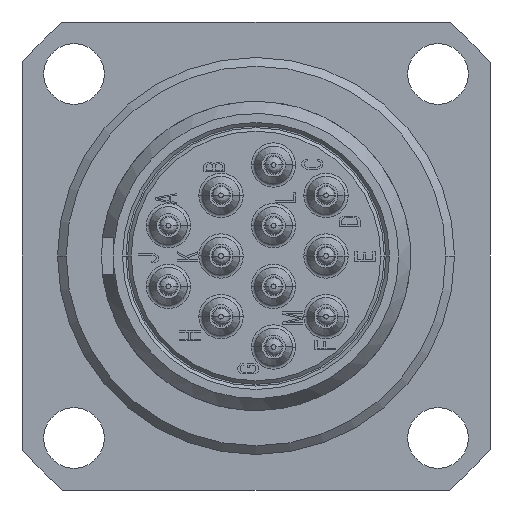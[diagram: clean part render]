
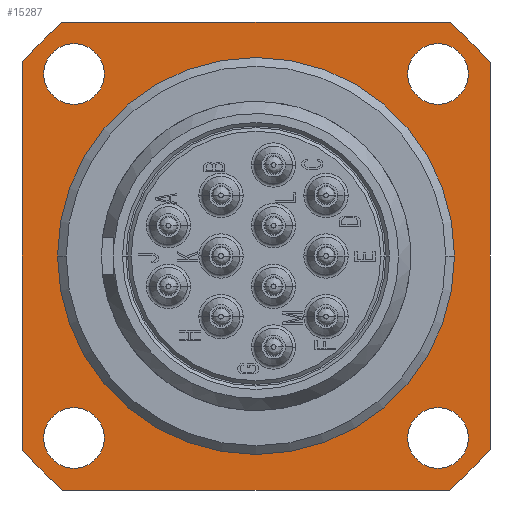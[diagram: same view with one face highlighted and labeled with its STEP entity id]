
A CAD part, left-side view. The second image highlights one B-rep face of the part: STEP entity #15287.
In plain terms, the highlighted planar face has unit normal (-1, 0, 0).
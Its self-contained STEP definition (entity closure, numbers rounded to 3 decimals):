
#304=CARTESIAN_POINT('',(0.7,0.,0.));
#305=DIRECTION('',(1.,0.,0.));
#306=DIRECTION('',(0.,1.,0.));
#307=AXIS2_PLACEMENT_3D('',#304,#305,#306);
#317=CARTESIAN_POINT('',(0.7,0.,0.));
#318=DIRECTION('',(1.,0.,0.));
#319=DIRECTION('',(0.,-1.,0.));
#320=AXIS2_PLACEMENT_3D('',#317,#318,#319);
#322=DIRECTION('',(0.,1.,0.));
#323=VECTOR('',#322,22.271);
#324=CARTESIAN_POINT('',(0.7,-11.136,13.5));
#325=LINE('1654',#324,#323);
#326=CARTESIAN_POINT('',(0.7,0.,0.));
#327=DIRECTION('',(1.,0.,0.));
#328=DIRECTION('',(0.,-0.636,0.771));
#329=AXIS2_PLACEMENT_3D('',#326,#327,#328);
#331=DIRECTION('',(0.,0.,1.));
#332=VECTOR('',#331,22.271);
#333=CARTESIAN_POINT('',(0.7,-13.5,-11.136));
#334=LINE('1655',#333,#332);
#335=CARTESIAN_POINT('',(0.7,0.,0.));
#336=DIRECTION('',(1.,0.,0.));
#337=DIRECTION('',(0.,-0.771,-0.636));
#338=AXIS2_PLACEMENT_3D('',#335,#336,#337);
#340=DIRECTION('',(0.,-1.,0.));
#341=VECTOR('',#340,22.271);
#342=CARTESIAN_POINT('',(0.7,11.136,-13.5));
#343=LINE('1656',#342,#341);
#344=CARTESIAN_POINT('',(0.7,0.,0.));
#345=DIRECTION('',(1.,0.,0.));
#346=DIRECTION('',(0.,0.636,-0.771));
#347=AXIS2_PLACEMENT_3D('',#344,#345,#346);
#349=DIRECTION('',(0.,0.,-1.));
#350=VECTOR('',#349,22.271);
#351=CARTESIAN_POINT('',(0.7,13.5,11.136));
#352=LINE('1657',#351,#350);
#353=CARTESIAN_POINT('',(0.7,0.,0.));
#354=DIRECTION('',(1.,0.,0.));
#355=DIRECTION('',(0.,0.771,0.636));
#356=AXIS2_PLACEMENT_3D('',#353,#354,#355);
#358=CARTESIAN_POINT('',(0.7,10.5,-10.5));
#359=DIRECTION('',(-1.,0.,0.));
#360=DIRECTION('',(0.,0.,-1.));
#361=AXIS2_PLACEMENT_3D('',#358,#359,#360);
#363=CARTESIAN_POINT('',(0.7,10.5,-10.5));
#364=DIRECTION('',(-1.,0.,0.));
#365=DIRECTION('',(0.,0.,1.));
#366=AXIS2_PLACEMENT_3D('',#363,#364,#365);
#368=CARTESIAN_POINT('',(0.7,10.5,10.5));
#369=DIRECTION('',(-1.,0.,0.));
#370=DIRECTION('',(0.,0.,-1.));
#371=AXIS2_PLACEMENT_3D('',#368,#369,#370);
#373=CARTESIAN_POINT('',(0.7,10.5,10.5));
#374=DIRECTION('',(-1.,0.,0.));
#375=DIRECTION('',(0.,0.,1.));
#376=AXIS2_PLACEMENT_3D('',#373,#374,#375);
#378=CARTESIAN_POINT('',(0.7,-10.5,-10.5));
#379=DIRECTION('',(-1.,0.,0.));
#380=DIRECTION('',(0.,0.,-1.));
#381=AXIS2_PLACEMENT_3D('',#378,#379,#380);
#383=CARTESIAN_POINT('',(0.7,-10.5,-10.5));
#384=DIRECTION('',(-1.,0.,0.));
#385=DIRECTION('',(0.,0.,1.));
#386=AXIS2_PLACEMENT_3D('',#383,#384,#385);
#388=CARTESIAN_POINT('',(0.7,-10.5,10.5));
#389=DIRECTION('',(-1.,0.,0.));
#390=DIRECTION('',(0.,0.,-1.));
#391=AXIS2_PLACEMENT_3D('',#388,#389,#390);
#393=CARTESIAN_POINT('',(0.7,-10.5,10.5));
#394=DIRECTION('',(-1.,0.,0.));
#395=DIRECTION('',(0.,0.,1.));
#396=AXIS2_PLACEMENT_3D('',#393,#394,#395);
#11767=CARTESIAN_POINT('',(0.7,11.45,0.));
#11768=VERTEX_POINT('',#11767);
#11769=CARTESIAN_POINT('',(0.7,-11.45,0.));
#11770=VERTEX_POINT('',#11769);
#11787=CARTESIAN_POINT('',(0.7,10.5,-12.25));
#11788=CARTESIAN_POINT('',(0.7,10.5,-8.75));
#11789=VERTEX_POINT('',#11787);
#11790=VERTEX_POINT('',#11788);
#11791=CARTESIAN_POINT('',(0.7,10.5,8.75));
#11792=CARTESIAN_POINT('',(0.7,10.5,12.25));
#11793=VERTEX_POINT('',#11791);
#11794=VERTEX_POINT('',#11792);
#11795=CARTESIAN_POINT('',(0.7,-10.5,-12.25));
#11796=CARTESIAN_POINT('',(0.7,-10.5,-8.75));
#11797=VERTEX_POINT('',#11795);
#11798=VERTEX_POINT('',#11796);
#11799=CARTESIAN_POINT('',(0.7,-10.5,8.75));
#11800=CARTESIAN_POINT('',(0.7,-10.5,12.25));
#11801=VERTEX_POINT('',#11799);
#11802=VERTEX_POINT('',#11800);
#11898=CARTESIAN_POINT('',(0.7,-11.136,13.5));
#11899=CARTESIAN_POINT('',(0.7,11.136,13.5));
#11900=VERTEX_POINT('',#11898);
#11901=VERTEX_POINT('',#11899);
#11902=CARTESIAN_POINT('',(0.7,-13.5,-11.136));
#11903=CARTESIAN_POINT('',(0.7,-13.5,11.136));
#11904=VERTEX_POINT('',#11902);
#11905=VERTEX_POINT('',#11903);
#11906=CARTESIAN_POINT('',(0.7,11.136,-13.5));
#11907=CARTESIAN_POINT('',(0.7,-11.136,-13.5));
#11908=VERTEX_POINT('',#11906);
#11909=VERTEX_POINT('',#11907);
#11910=CARTESIAN_POINT('',(0.7,13.5,11.136));
#11911=CARTESIAN_POINT('',(0.7,13.5,-11.136));
#11912=VERTEX_POINT('',#11910);
#11913=VERTEX_POINT('',#11911);
#15236=CARTESIAN_POINT('',(0.7,0.,0.));
#15237=DIRECTION('',(1.,0.,0.));
#15238=DIRECTION('',(0.,0.,-1.));
#15239=AXIS2_PLACEMENT_3D('',#15236,#15237,#15238);
#15240=PLANE('287',#15239);
#15242=ORIENTED_EDGE('1654',*,*,#15241,.F.);
#15244=ORIENTED_EDGE('1711',*,*,#15243,.T.);
#15246=ORIENTED_EDGE('1655',*,*,#15245,.F.);
#15248=ORIENTED_EDGE('1710',*,*,#15247,.T.);
#15250=ORIENTED_EDGE('1656',*,*,#15249,.F.);
#15252=ORIENTED_EDGE('1709',*,*,#15251,.T.);
#15254=ORIENTED_EDGE('1657',*,*,#15253,.F.);
#15256=ORIENTED_EDGE('1698',*,*,#15255,.T.);
#15257=EDGE_LOOP('287',(#15242,#15244,#15246,#15248,#15250,#15252,#15254,
#15256));
#15258=FACE_OUTER_BOUND('287',#15257,.F.);
#15260=ORIENTED_EDGE('1570',*,*,#15259,.T.);
#15262=ORIENTED_EDGE('1571',*,*,#15261,.T.);
#15263=EDGE_LOOP('287',(#15260,#15262));
#15264=FACE_BOUND('287',#15263,.F.);
#15266=ORIENTED_EDGE('1572',*,*,#15265,.T.);
#15268=ORIENTED_EDGE('1573',*,*,#15267,.T.);
#15269=EDGE_LOOP('287',(#15266,#15268));
#15270=FACE_BOUND('287',#15269,.F.);
#15272=ORIENTED_EDGE('1574',*,*,#15271,.T.);
#15274=ORIENTED_EDGE('1575',*,*,#15273,.T.);
#15275=EDGE_LOOP('287',(#15272,#15274));
#15276=FACE_BOUND('287',#15275,.F.);
#15278=ORIENTED_EDGE('1576',*,*,#15277,.T.);
#15280=ORIENTED_EDGE('1577',*,*,#15279,.T.);
#15281=EDGE_LOOP('287',(#15278,#15280));
#15282=FACE_BOUND('287',#15281,.F.);
#15283=ORIENTED_EDGE('1560',*,*,#15201,.F.);
#15284=ORIENTED_EDGE('1561',*,*,#15224,.F.);
#15285=EDGE_LOOP('287',(#15283,#15284));
#15286=FACE_BOUND('287',#15285,.F.);
#308=CIRCLE('1560',#307,11.45);
#321=CIRCLE('1561',#320,11.45);
#330=CIRCLE('1711',#329,17.5);
#339=CIRCLE('1710',#338,17.5);
#348=CIRCLE('1709',#347,17.5);
#357=CIRCLE('1698',#356,17.5);
#362=CIRCLE('1570',#361,1.75);
#367=CIRCLE('1571',#366,1.75);
#372=CIRCLE('1572',#371,1.75);
#377=CIRCLE('1573',#376,1.75);
#382=CIRCLE('1574',#381,1.75);
#387=CIRCLE('1575',#386,1.75);
#392=CIRCLE('1576',#391,1.75);
#397=CIRCLE('1577',#396,1.75);
#15201=EDGE_CURVE('1560',#11768,#11770,#308,.T.);
#15224=EDGE_CURVE('1561',#11770,#11768,#321,.T.);
#15241=EDGE_CURVE('1654',#11900,#11901,#325,.T.);
#15243=EDGE_CURVE('1711',#11900,#11905,#330,.T.);
#15245=EDGE_CURVE('1655',#11904,#11905,#334,.T.);
#15247=EDGE_CURVE('1710',#11904,#11909,#339,.T.);
#15249=EDGE_CURVE('1656',#11908,#11909,#343,.T.);
#15251=EDGE_CURVE('1709',#11908,#11913,#348,.T.);
#15253=EDGE_CURVE('1657',#11912,#11913,#352,.T.);
#15255=EDGE_CURVE('1698',#11912,#11901,#357,.T.);
#15259=EDGE_CURVE('1570',#11789,#11790,#362,.T.);
#15261=EDGE_CURVE('1571',#11790,#11789,#367,.T.);
#15265=EDGE_CURVE('1572',#11793,#11794,#372,.T.);
#15267=EDGE_CURVE('1573',#11794,#11793,#377,.T.);
#15271=EDGE_CURVE('1574',#11797,#11798,#382,.T.);
#15273=EDGE_CURVE('1575',#11798,#11797,#387,.T.);
#15277=EDGE_CURVE('1576',#11801,#11802,#392,.T.);
#15279=EDGE_CURVE('1577',#11802,#11801,#397,.T.);
#15287=ADVANCED_FACE('287',(#15258,#15264,#15270,#15276,#15282,#15286),#15240,
.F.);
